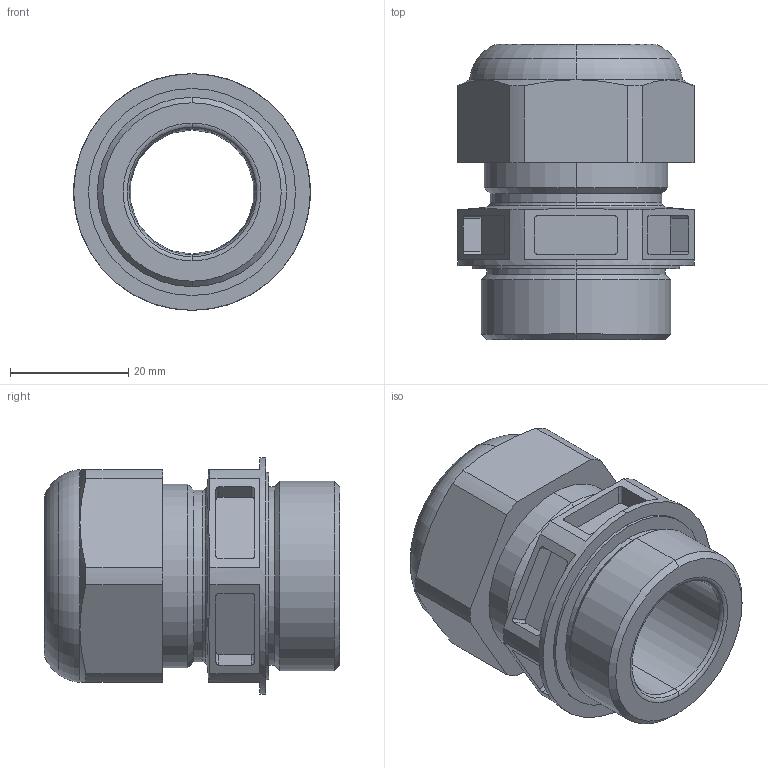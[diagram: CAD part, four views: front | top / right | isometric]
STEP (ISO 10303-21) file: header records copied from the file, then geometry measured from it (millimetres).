
FILE_DESCRIPTION((''),'2;1');
FILE_NAME('ESKV32','2018-01-09T',('FIMABER1'),(''),'CREO PARAMETRIC BY PTC INC, 2017170','CREO PARAMETRIC BY PTC INC, 2017170','');
FILE_SCHEMA(('CONFIG_CONTROL_DESIGN'));
Length unit declared in the file: millimetre
Products named in the file (1): ESKV32
Bounding box: 40 x 49.9 x 40 mm (x, y, z)
Volume: 27265.7 mm3; surface area: 12333.6 mm2
Topology: 1 solids, 1 shells, 136 faces, 332 edges, 208 vertices
Faces by surface type: plane 54, cylinder 46, cone 20, torus 16
Entity records: 4244 total; most frequent: CARTESIAN_POINT 896, DIRECTION 734, ORIENTED_EDGE 664, EDGE_CURVE 332, AXIS2_PLACEMENT_3D 286, VERTEX_POINT 208, VECTOR 162, LINE 162
